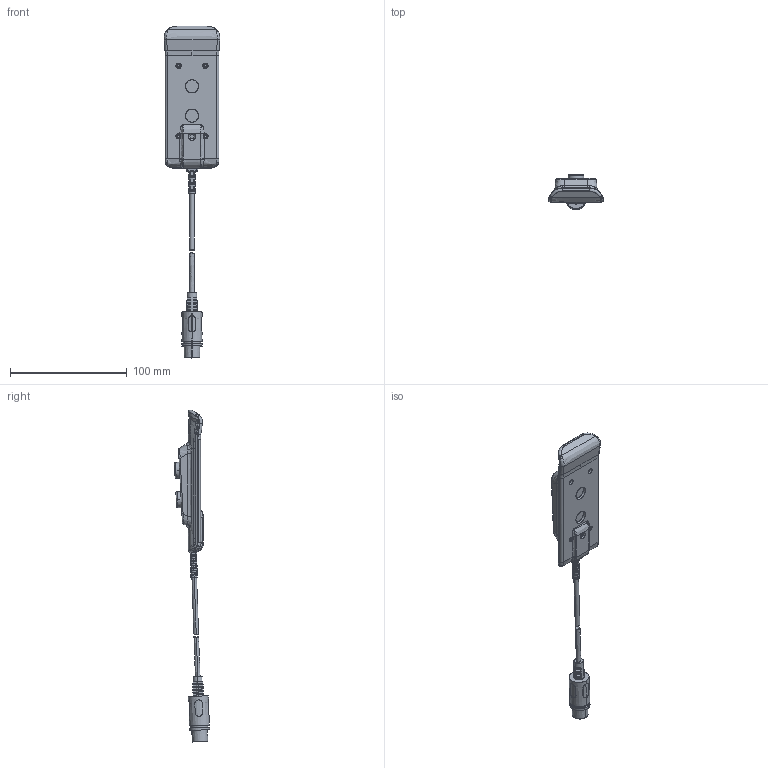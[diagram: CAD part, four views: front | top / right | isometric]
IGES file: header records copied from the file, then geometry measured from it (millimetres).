
Start section: SolidWorks IGES file using analytic representation for surfaces
Global section: file name: Easy2move Din Connector.IGS; native system: SolidWorks 2018; preprocessor: SolidWorks 2018; author: CKuhn; date: 191111.103815; units: millimetre
Bounding box: 47.19 x 30.13 x 283.77 mm (x, y, z)
Surface area: 20686.2 mm2 (no closed solid volume)
Topology: 0 solids, 0 shells, 1120 faces, 12128 edges, 12110 vertices
Faces by surface type: bspline 774, revolution 346
